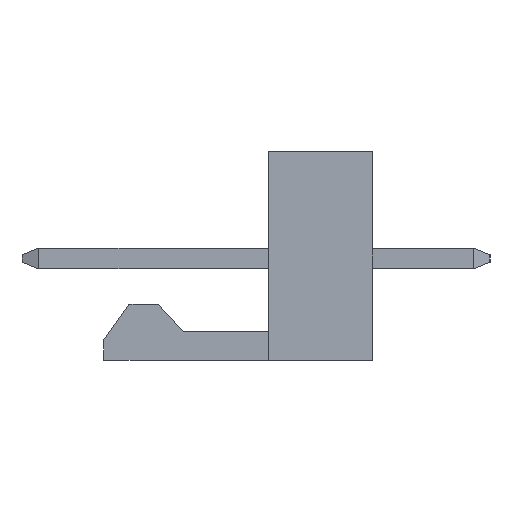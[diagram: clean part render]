
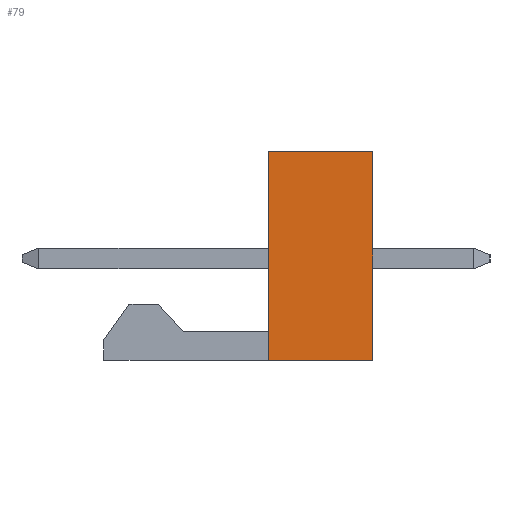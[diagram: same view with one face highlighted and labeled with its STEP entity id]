
A CAD part, left-side view. The second image highlights one B-rep face of the part: STEP entity #79.
In plain terms, the highlighted planar face has unit normal (-1, 0, 0).
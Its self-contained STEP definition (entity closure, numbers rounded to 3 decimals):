
#79=ADVANCED_FACE('',(#427),#428,.F.);
#427=FACE_OUTER_BOUND('',#1121,.T.);
#428=PLANE('',#1122);
#1121=EDGE_LOOP('',(#1815,#1816,#1817,#1818));
#1122=AXIS2_PLACEMENT_3D('',#1819,#1820,#1821);
#1815=ORIENTED_EDGE('',*,*,#4354,.F.);
#1816=ORIENTED_EDGE('',*,*,#4355,.F.);
#1817=ORIENTED_EDGE('',*,*,#4356,.F.);
#1818=ORIENTED_EDGE('',*,*,#4357,.F.);
#1819=CARTESIAN_POINT('',(-16.434,0.0,0.0));
#1820=DIRECTION('',(1.0,0.0,0.0));
#1821=DIRECTION('',(0.0,1.0,0.0));
#4354=EDGE_CURVE('',#5207,#5208,#5209,.T.);
#4355=EDGE_CURVE('',#5210,#5207,#5211,.T.);
#4356=EDGE_CURVE('',#5212,#5210,#5213,.T.);
#4357=EDGE_CURVE('',#5208,#5212,#5214,.T.);
#5207=VERTEX_POINT('',#6464);
#5208=VERTEX_POINT('',#6465);
#5209=LINE('',#6466,#6467);
#5210=VERTEX_POINT('',#6468);
#5211=LINE('',#6469,#6470);
#5212=VERTEX_POINT('',#6471);
#5213=LINE('',#6472,#6473);
#5214=LINE('',#6474,#6475);
#6464=CARTESIAN_POINT('',(-16.434,1.588,-3.099));
#6465=CARTESIAN_POINT('',(-16.434,1.588,3.251));
#6466=CARTESIAN_POINT('',(-16.434,1.588,-3.099));
#6467=VECTOR('',#8496,6.35);
#6468=CARTESIAN_POINT('',(-16.434,-1.588,-3.099));
#6469=CARTESIAN_POINT('',(-16.434,-1.588,-3.099));
#6470=VECTOR('',#8497,3.175);
#6471=CARTESIAN_POINT('',(-16.434,-1.588,3.251));
#6472=CARTESIAN_POINT('',(-16.434,-1.588,3.251));
#6473=VECTOR('',#8498,6.35);
#6474=CARTESIAN_POINT('',(-16.434,1.588,3.251));
#6475=VECTOR('',#8499,3.175);
#8496=DIRECTION('',(0.0,0.0,1.0));
#8497=DIRECTION('',(0.0,1.0,0.0));
#8498=DIRECTION('',(0.0,0.0,-1.0));
#8499=DIRECTION('',(0.0,-1.0,0.0));
